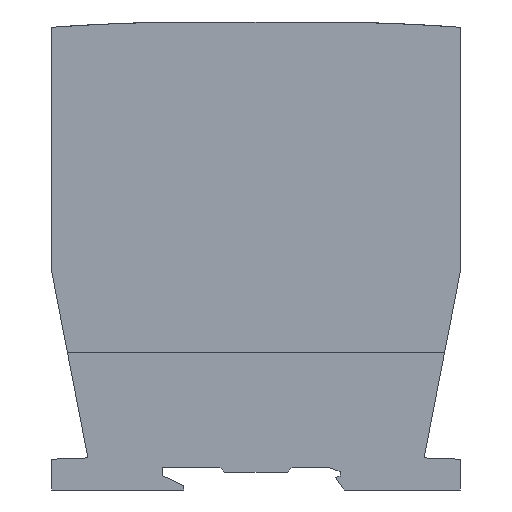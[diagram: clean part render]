
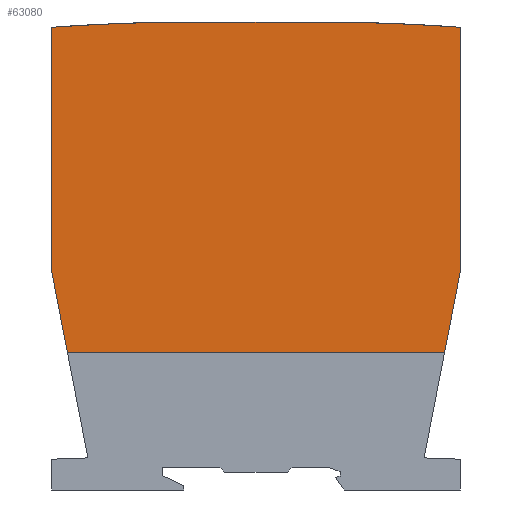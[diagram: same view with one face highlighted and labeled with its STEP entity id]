
A CAD part, left-side view. The second image highlights one B-rep face of the part: STEP entity #63080.
In plain terms, the highlighted planar face has unit normal (-1, 0, 0).
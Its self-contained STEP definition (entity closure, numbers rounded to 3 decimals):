
#1930=CARTESIAN_POINT('',(-13.,-12.5,93.7));
#1940=VERTEX_POINT('',#1930);
#1970=CARTESIAN_POINT('',(-13.,12.5,93.7));
#1980=DIRECTION('',(0.,-1.,0.));
#1990=VECTOR('',#1980,1000.);
#2000=LINE('',#1970,#1990);
#2010=CARTESIAN_POINT('',(-13.,12.5,93.7));
#2020=VERTEX_POINT('',#2010);
#2030=EDGE_CURVE('',#2020,#1940,#2000,.T.);
#2480=CARTESIAN_POINT('',(-13.,39.244,24.9));
#2490=VERTEX_POINT('',#2480);
#2520=CARTESIAN_POINT('',(-13.,-39.244,24.9));
#2530=DIRECTION('',(0.,1.,0.));
#2540=VECTOR('',#2530,1000.);
#2550=LINE('',#2520,#2540);
#2560=CARTESIAN_POINT('',(-13.,-39.244,24.9));
#2570=VERTEX_POINT('',#2560);
#2580=EDGE_CURVE('',#2570,#2490,#2550,.T.);
#34550=CARTESIAN_POINT('',(-13.,12.5,-316.3));
#34560=DIRECTION('',(1.,0.,0.));
#34570=DIRECTION('',(0.,0.,-1.));
#34580=AXIS2_PLACEMENT_3D('',#34550,#34560,#34570);
#34590=CIRCLE('',#34580,410.);
#34600=CARTESIAN_POINT('',(-13.,42.5,92.601));
#34610=VERTEX_POINT('',#34600);
#34620=EDGE_CURVE('',#34610,#2020,#34590,.T.);
#62610=CARTESIAN_POINT('',(-13.,1.,59.5));
#62620=DIRECTION('',(1.,-0.,0.));
#62630=DIRECTION('',(0.,0.,-1.));
#62640=AXIS2_PLACEMENT_3D('',#62610,#62620,#62630);
#62650=PLANE('',#62640);
#62660=ORIENTED_EDGE('',*,*,#2030,.F.);
#62670=CARTESIAN_POINT('',(-13.,-12.5,-316.3));
#62680=DIRECTION('',(1.,0.,0.));
#62690=DIRECTION('',(0.,0.,-1.));
#62700=AXIS2_PLACEMENT_3D('',#62670,#62680,#62690);
#62710=CIRCLE('',#62700,410.);
#62720=CARTESIAN_POINT('',(-13.,-42.5,92.601));
#62730=VERTEX_POINT('',#62720);
#62740=EDGE_CURVE('',#1940,#62730,#62710,.T.);
#62750=ORIENTED_EDGE('',*,*,#62740,.F.);
#62760=CARTESIAN_POINT('',(-13.,-42.5,92.601));
#62770=DIRECTION('',(0.,0.,-1.));
#62780=VECTOR('',#62770,1000.);
#62790=LINE('',#62760,#62780);
#62800=CARTESIAN_POINT('',(-13.,-42.5,41.7));
#62810=VERTEX_POINT('',#62800);
#62820=EDGE_CURVE('',#62730,#62810,#62790,.T.);
#62830=ORIENTED_EDGE('',*,*,#62820,.F.);
#62840=CARTESIAN_POINT('',(-13.,-42.5,41.7));
#62850=DIRECTION('',(0.,0.19,-0.982));
#62860=VECTOR('',#62850,1000.);
#62870=LINE('',#62840,#62860);
#62880=EDGE_CURVE('',#62810,#2570,#62870,.T.);
#62890=ORIENTED_EDGE('',*,*,#62880,.F.);
#62900=ORIENTED_EDGE('',*,*,#2580,.F.);
#62910=CARTESIAN_POINT('',(-13.,39.244,24.9));
#62920=DIRECTION('',(0.,0.19,0.982));
#62930=VECTOR('',#62920,1000.);
#62940=LINE('',#62910,#62930);
#62950=CARTESIAN_POINT('',(-13.,42.5,41.7));
#62960=VERTEX_POINT('',#62950);
#62970=EDGE_CURVE('',#2490,#62960,#62940,.T.);
#62980=ORIENTED_EDGE('',*,*,#62970,.F.);
#62990=CARTESIAN_POINT('',(-13.,42.5,41.7));
#63000=DIRECTION('',(0.,0.,1.));
#63010=VECTOR('',#63000,1000.);
#63020=LINE('',#62990,#63010);
#63030=EDGE_CURVE('',#62960,#34610,#63020,.T.);
#63040=ORIENTED_EDGE('',*,*,#63030,.F.);
#63050=ORIENTED_EDGE('',*,*,#34620,.F.);
#63060=EDGE_LOOP('',(#63050,#63040,#62980,#62900,#62890,#62830,#62750,
#62660));
#63070=FACE_OUTER_BOUND('',#63060,.T.);
#63080=ADVANCED_FACE('',(#63070),#62650,.F.);
